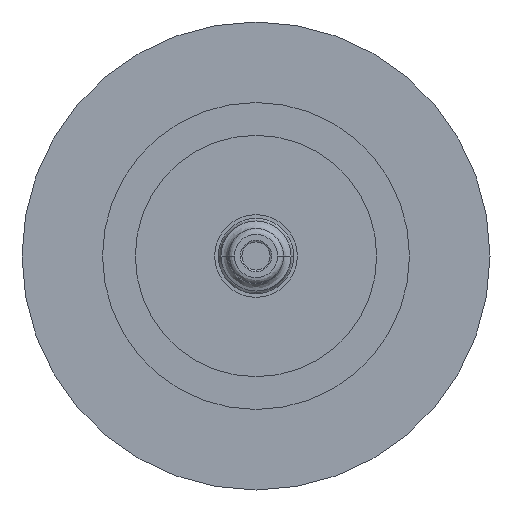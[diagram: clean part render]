
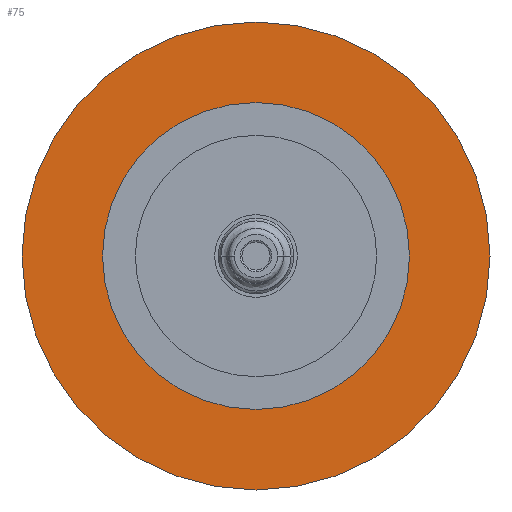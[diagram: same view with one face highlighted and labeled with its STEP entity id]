
A CAD part, front view. The second image highlights one B-rep face of the part: STEP entity #75.
In plain terms, the highlighted planar face has unit normal (0, -1, 0).
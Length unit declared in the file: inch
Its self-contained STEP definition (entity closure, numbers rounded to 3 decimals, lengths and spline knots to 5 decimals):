
#75 = ADVANCED_FACE ( 'NONE', ( #614, #605 ), #1342, .T. ) ;
#225 = DIRECTION ( 'NONE',  ( 0., 0., 1. ) ) ;
#226 = DIRECTION ( 'NONE',  ( 0., 1., 0. ) ) ;
#227 = CARTESIAN_POINT ( 'NONE',  ( 0., 0., 0. ) ) ;
#241 = DIRECTION ( 'NONE',  ( 0., 0., 1. ) ) ;
#242 = DIRECTION ( 'NONE',  ( 0., -1., 0. ) ) ;
#243 = CARTESIAN_POINT ( 'NONE',  ( 0., 0., 0. ) ) ;
#259 = ORIENTED_EDGE ( 'NONE', *, *, #1559, .T. ) ;
#260 = ORIENTED_EDGE ( 'NONE', *, *, #1488, .T. ) ;
#261 = ORIENTED_EDGE ( 'NONE', *, *, #1558, .T. ) ;
#262 = ORIENTED_EDGE ( 'NONE', *, *, #1492, .T. ) ;
#335 = EDGE_LOOP ( 'NONE', ( #259, #260 ) ) ;
#339 = EDGE_LOOP ( 'NONE', ( #261, #262 ) ) ;
#475 = AXIS2_PLACEMENT_3D ( 'NONE', #2032, #2031, #2030 ) ;
#476 = AXIS2_PLACEMENT_3D ( 'NONE', #2037, #2036, #2035 ) ;
#517 = CIRCLE ( 'NONE', #1877, 0.515 ) ;
#520 = CIRCLE ( 'NONE', #1853, 0.785 ) ;
#605 = FACE_BOUND ( 'NONE', #339, .T. ) ;
#614 = FACE_OUTER_BOUND ( 'NONE', #335, .T. ) ;
#637 = VERTEX_POINT ( 'NONE', #894 ) ;
#717 = VERTEX_POINT ( 'NONE', #845 ) ;
#737 = VERTEX_POINT ( 'NONE', #803 ) ;
#761 = VERTEX_POINT ( 'NONE', #959 ) ;
#803 = CARTESIAN_POINT ( 'NONE',  ( 0., 0., 0.785 ) ) ;
#845 = CARTESIAN_POINT ( 'NONE',  ( 0., 0., -0.785 ) ) ;
#894 = CARTESIAN_POINT ( 'NONE',  ( 0., 0., -0.515 ) ) ;
#959 = CARTESIAN_POINT ( 'NONE',  ( 0., 0., 0.515 ) ) ;
#1117 = CIRCLE ( 'NONE', #475, 0.785 ) ;
#1131 = CIRCLE ( 'NONE', #476, 0.515 ) ;
#1338 = DIRECTION ( 'NONE',  ( 0., 0., -1. ) ) ;
#1340 = DIRECTION ( 'NONE',  ( 0., -1., 0. ) ) ;
#1342 = PLANE ( 'NONE',  #1868 ) ;
#1347 = CARTESIAN_POINT ( 'NONE',  ( -0.785, 0., 0. ) ) ;
#1488 = EDGE_CURVE ( 'NONE', #717, #737, #520, .T. ) ;
#1492 = EDGE_CURVE ( 'NONE', #637, #761, #517, .T. ) ;
#1558 = EDGE_CURVE ( 'NONE', #761, #637, #1131, .T. ) ;
#1559 = EDGE_CURVE ( 'NONE', #737, #717, #1117, .T. ) ;
#1853 = AXIS2_PLACEMENT_3D ( 'NONE', #243, #242, #241 ) ;
#1868 = AXIS2_PLACEMENT_3D ( 'NONE', #1347, #1340, #1338 ) ;
#1877 = AXIS2_PLACEMENT_3D ( 'NONE', #227, #226, #225 ) ;
#2030 = DIRECTION ( 'NONE',  ( 0., 0., 1. ) ) ;
#2031 = DIRECTION ( 'NONE',  ( 0., -1., 0. ) ) ;
#2032 = CARTESIAN_POINT ( 'NONE',  ( 0., 0., 0. ) ) ;
#2035 = DIRECTION ( 'NONE',  ( 0., 0., 1. ) ) ;
#2036 = DIRECTION ( 'NONE',  ( 0., 1., 0. ) ) ;
#2037 = CARTESIAN_POINT ( 'NONE',  ( 0., 0., 0. ) ) ;
